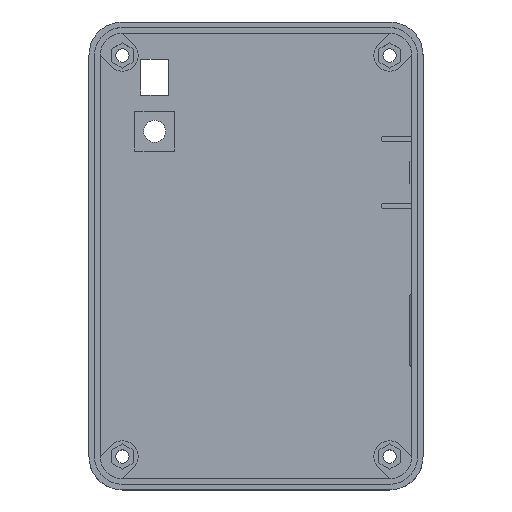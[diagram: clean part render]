
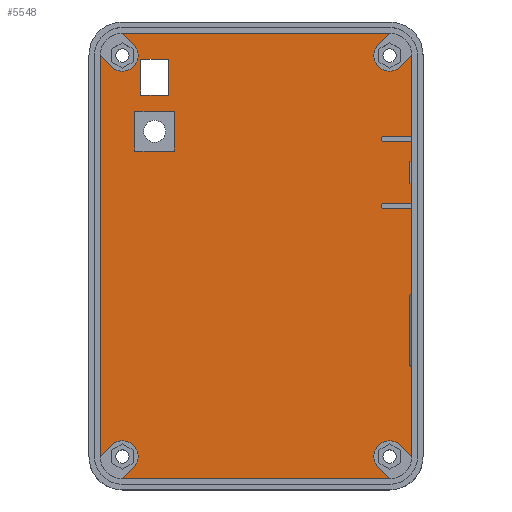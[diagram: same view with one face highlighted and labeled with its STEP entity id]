
A CAD part, top view. The second image highlights one B-rep face of the part: STEP entity #5548.
In plain terms, the highlighted planar face has unit normal (0, 0, 1).
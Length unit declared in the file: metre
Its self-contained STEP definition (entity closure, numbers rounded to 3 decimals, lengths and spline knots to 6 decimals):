
#232=CIRCLE('',#5929,0.00508);
#237=CIRCLE('',#5937,0.00508);
#254=CIRCLE('',#5958,0.003302);
#255=CIRCLE('',#5959,0.003302);
#256=CIRCLE('',#5960,0.003302);
#257=CIRCLE('',#5961,0.003302);
#258=CIRCLE('',#5962,0.000635);
#259=CIRCLE('',#5963,0.000635);
#260=CIRCLE('',#5964,0.00508);
#261=CIRCLE('',#5965,0.00508);
#762=ORIENTED_EDGE('',*,*,#2358,.T.);
#763=ORIENTED_EDGE('',*,*,#2359,.T.);
#764=ORIENTED_EDGE('',*,*,#2360,.T.);
#765=ORIENTED_EDGE('',*,*,#2361,.T.);
#766=ORIENTED_EDGE('',*,*,#1995,.F.);
#767=ORIENTED_EDGE('',*,*,#1999,.T.);
#768=ORIENTED_EDGE('',*,*,#2002,.T.);
#769=ORIENTED_EDGE('',*,*,#2004,.F.);
#770=ORIENTED_EDGE('',*,*,#2362,.F.);
#771=ORIENTED_EDGE('',*,*,#2363,.T.);
#772=ORIENTED_EDGE('',*,*,#2364,.T.);
#773=ORIENTED_EDGE('',*,*,#2365,.T.);
#774=ORIENTED_EDGE('',*,*,#2317,.F.);
#775=ORIENTED_EDGE('',*,*,#2366,.T.);
#776=ORIENTED_EDGE('',*,*,#2367,.F.);
#777=ORIENTED_EDGE('',*,*,#2368,.F.);
#778=ORIENTED_EDGE('',*,*,#2326,.F.);
#779=ORIENTED_EDGE('',*,*,#2369,.T.);
#780=ORIENTED_EDGE('',*,*,#2370,.F.);
#781=ORIENTED_EDGE('',*,*,#2371,.F.);
#782=ORIENTED_EDGE('',*,*,#2322,.F.);
#783=ORIENTED_EDGE('',*,*,#2372,.F.);
#784=ORIENTED_EDGE('',*,*,#2135,.F.);
#785=ORIENTED_EDGE('',*,*,#2299,.F.);
#786=ORIENTED_EDGE('',*,*,#2373,.F.);
#787=ORIENTED_EDGE('',*,*,#2374,.F.);
#788=ORIENTED_EDGE('',*,*,#2027,.F.);
#789=ORIENTED_EDGE('',*,*,#2290,.F.);
#1995=EDGE_CURVE('',#2803,#2804,#3324,.T.);
#1999=EDGE_CURVE('',#2803,#2806,#3328,.T.);
#2002=EDGE_CURVE('',#2806,#2808,#3331,.T.);
#2004=EDGE_CURVE('',#2804,#2808,#3333,.T.);
#2027=EDGE_CURVE('',#2831,#2832,#3346,.T.);
#2135=EDGE_CURVE('',#2939,#2940,#3434,.T.);
#2290=EDGE_CURVE('',#3089,#2831,#232,.T.);
#2299=EDGE_CURVE('',#3096,#2939,#237,.T.);
#2317=EDGE_CURVE('',#3113,#3089,#3577,.T.);
#2322=EDGE_CURVE('',#3116,#3117,#3582,.T.);
#2326=EDGE_CURVE('',#3120,#3111,#3586,.T.);
#2358=EDGE_CURVE('',#3149,#3149,#254,.F.);
#2359=EDGE_CURVE('',#3150,#3150,#255,.F.);
#2360=EDGE_CURVE('',#3151,#3151,#256,.F.);
#2361=EDGE_CURVE('',#3152,#3152,#257,.F.);
#2362=EDGE_CURVE('',#3153,#3154,#3603,.T.);
#2363=EDGE_CURVE('',#3153,#3155,#3604,.T.);
#2364=EDGE_CURVE('',#3155,#3156,#3605,.T.);
#2365=EDGE_CURVE('',#3156,#3154,#3606,.T.);
#2366=EDGE_CURVE('',#3113,#3157,#3607,.T.);
#2367=EDGE_CURVE('',#3158,#3157,#258,.T.);
#2368=EDGE_CURVE('',#3111,#3158,#3608,.T.);
#2369=EDGE_CURVE('',#3120,#3159,#3609,.T.);
#2370=EDGE_CURVE('',#3160,#3159,#259,.T.);
#2371=EDGE_CURVE('',#3117,#3160,#3610,.T.);
#2372=EDGE_CURVE('',#2940,#3116,#260,.T.);
#2373=EDGE_CURVE('',#3161,#3096,#3611,.T.);
#2374=EDGE_CURVE('',#2832,#3161,#261,.T.);
#2803=VERTEX_POINT('',#8027);
#2804=VERTEX_POINT('',#8029);
#2806=VERTEX_POINT('',#8035);
#2808=VERTEX_POINT('',#8041);
#2831=VERTEX_POINT('',#8092);
#2832=VERTEX_POINT('',#8093);
#2939=VERTEX_POINT('',#8310);
#2940=VERTEX_POINT('',#8311);
#3089=VERTEX_POINT('',#8631);
#3096=VERTEX_POINT('',#8658);
#3111=VERTEX_POINT('',#8694);
#3113=VERTEX_POINT('',#8698);
#3116=VERTEX_POINT('',#8706);
#3117=VERTEX_POINT('',#8708);
#3120=VERTEX_POINT('',#8714);
#3149=VERTEX_POINT('',#8793);
#3150=VERTEX_POINT('',#8795);
#3151=VERTEX_POINT('',#8797);
#3152=VERTEX_POINT('',#8799);
#3153=VERTEX_POINT('',#8801);
#3154=VERTEX_POINT('',#8802);
#3155=VERTEX_POINT('',#8804);
#3156=VERTEX_POINT('',#8806);
#3157=VERTEX_POINT('',#8809);
#3158=VERTEX_POINT('',#8811);
#3159=VERTEX_POINT('',#8814);
#3160=VERTEX_POINT('',#8816);
#3161=VERTEX_POINT('',#8820);
#3324=LINE('',#8028,#3907);
#3328=LINE('',#8036,#3911);
#3331=LINE('',#8042,#3914);
#3333=LINE('',#8045,#3916);
#3346=LINE('',#8091,#3929);
#3434=LINE('',#8309,#4017);
#3577=LINE('',#8699,#4160);
#3582=LINE('',#8707,#4165);
#3586=LINE('',#8715,#4169);
#3603=LINE('',#8800,#4186);
#3604=LINE('',#8803,#4187);
#3605=LINE('',#8805,#4188);
#3606=LINE('',#8807,#4189);
#3607=LINE('',#8808,#4190);
#3608=LINE('',#8812,#4191);
#3609=LINE('',#8813,#4192);
#3610=LINE('',#8817,#4193);
#3611=LINE('',#8819,#4194);
#3907=VECTOR('',#6388,1.);
#3911=VECTOR('',#6394,1.);
#3914=VECTOR('',#6399,1.);
#3916=VECTOR('',#6403,1.);
#3929=VECTOR('',#6438,1.);
#4017=VECTOR('',#6570,1.);
#4160=VECTOR('',#6817,1.);
#4165=VECTOR('',#6822,1.);
#4169=VECTOR('',#6826,1.);
#4186=VECTOR('',#6879,1.);
#4187=VECTOR('',#6880,1.);
#4188=VECTOR('',#6881,1.);
#4189=VECTOR('',#6882,1.);
#4190=VECTOR('',#6883,1.);
#4191=VECTOR('',#6886,1.);
#4192=VECTOR('',#6887,1.);
#4193=VECTOR('',#6890,1.);
#4194=VECTOR('',#6893,1.);
#4576=EDGE_LOOP('',(#762));
#4577=EDGE_LOOP('',(#763));
#4578=EDGE_LOOP('',(#764));
#4579=EDGE_LOOP('',(#765));
#4580=EDGE_LOOP('',(#766,#767,#768,#769));
#4581=EDGE_LOOP('',(#770,#771,#772,#773));
#4582=EDGE_LOOP('',(#774,#775,#776,#777,#778,#779,#780,#781,#782,#783,#784,
#785,#786,#787,#788,#789));
#5003=FACE_BOUND('',#4576,.T.);
#5004=FACE_BOUND('',#4577,.T.);
#5005=FACE_BOUND('',#4578,.T.);
#5006=FACE_BOUND('',#4579,.T.);
#5007=FACE_BOUND('',#4580,.T.);
#5008=FACE_BOUND('',#4581,.T.);
#5009=FACE_BOUND('',#4582,.T.);
#5359=PLANE('',#5957);
#5548=ADVANCED_FACE('',(#5003,#5004,#5005,#5006,#5007,#5008,#5009),#5359,
 .T.);
#5929=AXIS2_PLACEMENT_3D('',#8632,#6774,#6775);
#5937=AXIS2_PLACEMENT_3D('',#8659,#6792,#6793);
#5957=AXIS2_PLACEMENT_3D('',#8791,#6869,#6870);
#5958=AXIS2_PLACEMENT_3D('',#8792,#6871,#6872);
#5959=AXIS2_PLACEMENT_3D('',#8794,#6873,#6874);
#5960=AXIS2_PLACEMENT_3D('',#8796,#6875,#6876);
#5961=AXIS2_PLACEMENT_3D('',#8798,#6877,#6878);
#5962=AXIS2_PLACEMENT_3D('',#8810,#6884,#6885);
#5963=AXIS2_PLACEMENT_3D('',#8815,#6888,#6889);
#5964=AXIS2_PLACEMENT_3D('',#8818,#6891,#6892);
#5965=AXIS2_PLACEMENT_3D('',#8821,#6894,#6895);
#6388=DIRECTION('',(-1.,0.,0.));
#6394=DIRECTION('',(0.,-1.,0.));
#6399=DIRECTION('',(-1.,0.,0.));
#6403=DIRECTION('',(0.,-1.,0.));
#6438=DIRECTION('',(-1.,0.,0.));
#6570=DIRECTION('',(1.,0.,0.));
#6774=DIRECTION('',(0.,0.,-1.));
#6775=DIRECTION('',(1.,0.,0.));
#6792=DIRECTION('',(0.,0.,-1.));
#6793=DIRECTION('',(1.,0.,0.));
#6817=DIRECTION('',(0.,-1.,0.));
#6822=DIRECTION('',(0.,-1.,0.));
#6826=DIRECTION('',(0.,-1.,0.));
#6869=DIRECTION('',(0.,0.,1.));
#6870=DIRECTION('',(1.,0.,0.));
#6871=DIRECTION('',(0.,0.,1.));
#6872=DIRECTION('',(1.,0.,0.));
#6873=DIRECTION('',(0.,0.,1.));
#6874=DIRECTION('',(1.,0.,0.));
#6875=DIRECTION('',(0.,0.,1.));
#6876=DIRECTION('',(1.,0.,0.));
#6877=DIRECTION('',(0.,0.,1.));
#6878=DIRECTION('',(1.,0.,0.));
#6879=DIRECTION('',(0.,-1.,0.));
#6880=DIRECTION('',(1.,0.,0.));
#6881=DIRECTION('',(0.,-1.,0.));
#6882=DIRECTION('',(-1.,0.,0.));
#6883=DIRECTION('',(-1.,0.,0.));
#6884=DIRECTION('',(0.,0.,1.));
#6885=DIRECTION('',(1.,0.,0.));
#6886=DIRECTION('',(-1.,0.,0.));
#6887=DIRECTION('',(-1.,0.,0.));
#6888=DIRECTION('',(0.,0.,1.));
#6889=DIRECTION('',(1.,0.,0.));
#6890=DIRECTION('',(-1.,0.,0.));
#6891=DIRECTION('',(0.,0.,-1.));
#6892=DIRECTION('',(1.,0.,0.));
#6893=DIRECTION('',(0.,1.,0.));
#6894=DIRECTION('',(0.,0.,-1.));
#6895=DIRECTION('',(1.,0.,0.));
#8027=CARTESIAN_POINT('',(-0.018614,0.032948,0.));
#8028=CARTESIAN_POINT('',(-0.023114,0.032948,0.));
#8029=CARTESIAN_POINT('',(-0.027614,0.032948,0.));
#8035=CARTESIAN_POINT('',(-0.018614,0.023948,0.));
#8036=CARTESIAN_POINT('',(-0.018614,0.028448,0.));
#8041=CARTESIAN_POINT('',(-0.027614,0.023948,0.));
#8042=CARTESIAN_POINT('',(-0.023114,0.023948,0.));
#8045=CARTESIAN_POINT('',(-0.027614,0.028448,0.));
#8091=CARTESIAN_POINT('',(0.,-0.0508,0.));
#8092=CARTESIAN_POINT('',(0.03048,-0.0508,0.));
#8093=CARTESIAN_POINT('',(-0.03048,-0.0508,0.));
#8309=CARTESIAN_POINT('',(0.,0.0508,0.));
#8310=CARTESIAN_POINT('',(-0.03048,0.0508,0.));
#8311=CARTESIAN_POINT('',(0.03048,0.0508,0.));
#8631=CARTESIAN_POINT('',(0.03556,-0.04572,0.));
#8632=CARTESIAN_POINT('',(0.03048,-0.04572,0.));
#8658=CARTESIAN_POINT('',(-0.03556,0.04572,0.));
#8659=CARTESIAN_POINT('',(-0.03048,0.04572,0.));
#8694=CARTESIAN_POINT('',(0.03556,0.012065,0.));
#8698=CARTESIAN_POINT('',(0.03556,0.010795,0.));
#8699=CARTESIAN_POINT('',(0.03556,0.036703,0.));
#8706=CARTESIAN_POINT('',(0.03556,0.04572,0.));
#8707=CARTESIAN_POINT('',(0.03556,0.036703,0.));
#8708=CARTESIAN_POINT('',(0.03556,0.027305,0.));
#8714=CARTESIAN_POINT('',(0.03556,0.026035,0.));
#8715=CARTESIAN_POINT('',(0.03556,0.036703,0.));
#8791=CARTESIAN_POINT('',(0.,0.001438,0.));
#8792=CARTESIAN_POINT('',(-0.03048,-0.04572,0.));
#8793=CARTESIAN_POINT('',(-0.027178,-0.04572,0.));
#8794=CARTESIAN_POINT('',(0.03048,-0.04572,0.));
#8795=CARTESIAN_POINT('',(0.033782,-0.04572,0.));
#8796=CARTESIAN_POINT('',(0.03048,0.04572,0.));
#8797=CARTESIAN_POINT('',(0.033782,0.04572,0.));
#8798=CARTESIAN_POINT('',(-0.03048,0.04572,0.));
#8799=CARTESIAN_POINT('',(-0.027178,0.04572,0.));
#8800=CARTESIAN_POINT('',(-0.026289,0.040767,0.));
#8801=CARTESIAN_POINT('',(-0.026289,0.044831,0.));
#8802=CARTESIAN_POINT('',(-0.026289,0.036703,0.));
#8803=CARTESIAN_POINT('',(-0.023114,0.044831,0.));
#8804=CARTESIAN_POINT('',(-0.019939,0.044831,0.));
#8805=CARTESIAN_POINT('',(-0.019939,0.040767,0.));
#8806=CARTESIAN_POINT('',(-0.019939,0.036703,0.));
#8807=CARTESIAN_POINT('',(-0.023114,0.036703,0.));
#8808=CARTESIAN_POINT('',(0.031115,0.010795,0.));
#8809=CARTESIAN_POINT('',(0.02921,0.010795,0.));
#8810=CARTESIAN_POINT('',(0.02921,0.01143,0.));
#8811=CARTESIAN_POINT('',(0.02921,0.012065,0.));
#8812=CARTESIAN_POINT('',(0.031115,0.012065,0.));
#8813=CARTESIAN_POINT('',(0.031115,0.026035,0.));
#8814=CARTESIAN_POINT('',(0.02921,0.026035,0.));
#8815=CARTESIAN_POINT('',(0.02921,0.02667,0.));
#8816=CARTESIAN_POINT('',(0.02921,0.027305,0.));
#8817=CARTESIAN_POINT('',(0.031115,0.027305,0.));
#8818=CARTESIAN_POINT('',(0.03048,0.04572,0.));
#8819=CARTESIAN_POINT('',(-0.03556,-0.02286,0.));
#8820=CARTESIAN_POINT('',(-0.03556,-0.04572,0.));
#8821=CARTESIAN_POINT('',(-0.03048,-0.04572,0.));
